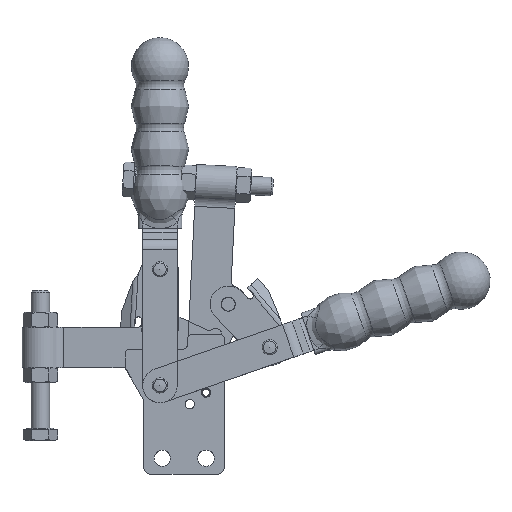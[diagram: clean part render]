
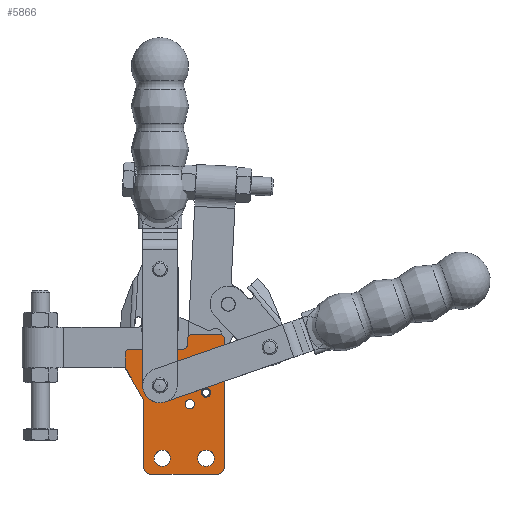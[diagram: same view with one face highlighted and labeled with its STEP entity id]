
A CAD part, top view. The second image highlights one B-rep face of the part: STEP entity #5866.
In plain terms, the highlighted planar face has unit normal (0, 0, 1).
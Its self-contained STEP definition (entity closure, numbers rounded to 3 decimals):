
#257=FACE_BOUND('',#884,.T.);
#258=FACE_BOUND('',#885,.T.);
#259=FACE_BOUND('',#886,.T.);
#260=FACE_BOUND('',#887,.T.);
#261=FACE_BOUND('',#888,.T.);
#318=PLANE('',#6357);
#572=FACE_OUTER_BOUND('',#883,.T.);
#883=EDGE_LOOP('',(#4087,#4088,#4089,#4090,#4091,#4092,#4093,#4094,#4095,
#4096,#4097,#4098,#4099,#4100,#4101,#4102));
#884=EDGE_LOOP('',(#4103));
#885=EDGE_LOOP('',(#4104));
#886=EDGE_LOOP('',(#4105));
#887=EDGE_LOOP('',(#4106));
#888=EDGE_LOOP('',(#4107));
#1223=LINE('',#8770,#1666);
#1233=LINE('',#8815,#1676);
#1240=LINE('',#8838,#1683);
#1242=LINE('',#8845,#1685);
#1245=LINE('',#8853,#1688);
#1248=LINE('',#8861,#1691);
#1251=LINE('',#8869,#1694);
#1254=LINE('',#8876,#1697);
#1666=VECTOR('',#7002,10.);
#1676=VECTOR('',#7042,10.);
#1683=VECTOR('',#7071,10.);
#1685=VECTOR('',#7079,10.);
#1688=VECTOR('',#7088,10.);
#1691=VECTOR('',#7097,10.);
#1694=VECTOR('',#7106,10.);
#1697=VECTOR('',#7115,10.);
#2105=CIRCLE('',#6308,3.);
#2108=CIRCLE('',#6313,3.);
#2121=CIRCLE('',#6329,3.);
#2122=CIRCLE('',#6332,3.55);
#2123=CIRCLE('',#6334,3.55);
#2124=CIRCLE('',#6336,2.);
#2125=CIRCLE('',#6338,2.);
#2126=CIRCLE('',#6340,2.);
#2127=CIRCLE('',#6343,2.);
#2128=CIRCLE('',#6346,2.);
#2129=CIRCLE('',#6349,2.);
#2130=CIRCLE('',#6352,2.);
#2131=CIRCLE('',#6355,2.);
#2459=VERTEX_POINT('',#8747);
#2462=VERTEX_POINT('',#8757);
#2463=VERTEX_POINT('',#8758);
#2467=VERTEX_POINT('',#8768);
#2485=VERTEX_POINT('',#8808);
#2486=VERTEX_POINT('',#8809);
#2487=VERTEX_POINT('',#8814);
#2488=VERTEX_POINT('',#8818);
#2489=VERTEX_POINT('',#8822);
#2490=VERTEX_POINT('',#8826);
#2491=VERTEX_POINT('',#8830);
#2492=VERTEX_POINT('',#8834);
#2493=VERTEX_POINT('',#8840);
#2494=VERTEX_POINT('',#8844);
#2495=VERTEX_POINT('',#8848);
#2496=VERTEX_POINT('',#8852);
#2497=VERTEX_POINT('',#8856);
#2498=VERTEX_POINT('',#8860);
#2499=VERTEX_POINT('',#8864);
#2500=VERTEX_POINT('',#8868);
#2501=VERTEX_POINT('',#8872);
#3085=EDGE_CURVE('',#2459,#2459,#2105,.T.);
#3089=EDGE_CURVE('',#2462,#2463,#2108,.T.);
#3095=EDGE_CURVE('',#2467,#2462,#1223,.T.);
#3114=EDGE_CURVE('',#2485,#2486,#2121,.T.);
#3117=EDGE_CURVE('',#2486,#2487,#1233,.T.);
#3120=EDGE_CURVE('',#2488,#2488,#2122,.T.);
#3122=EDGE_CURVE('',#2489,#2489,#2123,.T.);
#3124=EDGE_CURVE('',#2490,#2490,#2124,.T.);
#3126=EDGE_CURVE('',#2491,#2491,#2125,.T.);
#3127=EDGE_CURVE('',#2492,#2467,#2126,.T.);
#3129=EDGE_CURVE('',#2463,#2485,#1240,.T.);
#3130=EDGE_CURVE('',#2487,#2493,#2127,.T.);
#3132=EDGE_CURVE('',#2493,#2494,#1242,.T.);
#3134=EDGE_CURVE('',#2494,#2495,#2128,.T.);
#3136=EDGE_CURVE('',#2495,#2496,#1245,.T.);
#3138=EDGE_CURVE('',#2496,#2497,#2129,.T.);
#3140=EDGE_CURVE('',#2497,#2498,#1248,.T.);
#3142=EDGE_CURVE('',#2498,#2499,#2130,.T.);
#3144=EDGE_CURVE('',#2499,#2500,#1251,.T.);
#3146=EDGE_CURVE('',#2500,#2501,#2131,.T.);
#3148=EDGE_CURVE('',#2501,#2492,#1254,.T.);
#4087=ORIENTED_EDGE('',*,*,#3089,.F.);
#4088=ORIENTED_EDGE('',*,*,#3095,.F.);
#4089=ORIENTED_EDGE('',*,*,#3127,.F.);
#4090=ORIENTED_EDGE('',*,*,#3148,.F.);
#4091=ORIENTED_EDGE('',*,*,#3146,.F.);
#4092=ORIENTED_EDGE('',*,*,#3144,.F.);
#4093=ORIENTED_EDGE('',*,*,#3142,.F.);
#4094=ORIENTED_EDGE('',*,*,#3140,.F.);
#4095=ORIENTED_EDGE('',*,*,#3138,.F.);
#4096=ORIENTED_EDGE('',*,*,#3136,.F.);
#4097=ORIENTED_EDGE('',*,*,#3134,.F.);
#4098=ORIENTED_EDGE('',*,*,#3132,.F.);
#4099=ORIENTED_EDGE('',*,*,#3130,.F.);
#4100=ORIENTED_EDGE('',*,*,#3117,.F.);
#4101=ORIENTED_EDGE('',*,*,#3114,.F.);
#4102=ORIENTED_EDGE('',*,*,#3129,.F.);
#4103=ORIENTED_EDGE('',*,*,#3085,.T.);
#4104=ORIENTED_EDGE('',*,*,#3120,.T.);
#4105=ORIENTED_EDGE('',*,*,#3122,.T.);
#4106=ORIENTED_EDGE('',*,*,#3124,.T.);
#4107=ORIENTED_EDGE('',*,*,#3126,.T.);
#5866=ADVANCED_FACE('',(#572,#257,#258,#259,#260,#261),#318,.T.);
#6308=AXIS2_PLACEMENT_3D('',#8749,#6981,#6982);
#6313=AXIS2_PLACEMENT_3D('',#8759,#6992,#6993);
#6329=AXIS2_PLACEMENT_3D('',#8810,#7036,#7037);
#6332=AXIS2_PLACEMENT_3D('',#8820,#7047,#7048);
#6334=AXIS2_PLACEMENT_3D('',#8824,#7052,#7053);
#6336=AXIS2_PLACEMENT_3D('',#8828,#7057,#7058);
#6338=AXIS2_PLACEMENT_3D('',#8832,#7062,#7063);
#6340=AXIS2_PLACEMENT_3D('',#8835,#7066,#7067);
#6343=AXIS2_PLACEMENT_3D('',#8841,#7074,#7075);
#6346=AXIS2_PLACEMENT_3D('',#8849,#7083,#7084);
#6349=AXIS2_PLACEMENT_3D('',#8857,#7092,#7093);
#6352=AXIS2_PLACEMENT_3D('',#8865,#7101,#7102);
#6355=AXIS2_PLACEMENT_3D('',#8873,#7110,#7111);
#6357=AXIS2_PLACEMENT_3D('',#8877,#7116,#7117);
#6981=DIRECTION('center_axis',(0.,0.,
-1.));
#6982=DIRECTION('ref_axis',(-1.,0.,0.));
#6992=DIRECTION('center_axis',(0.,0.,
-1.));
#6993=DIRECTION('ref_axis',(0.707,-0.707,0.));
#7002=DIRECTION('',(0.,-1.,0.));
#7036=DIRECTION('center_axis',(0.,0.,
-1.));
#7037=DIRECTION('ref_axis',(-0.707,-0.707,0.));
#7042=DIRECTION('',(0.,1.,0.));
#7047=DIRECTION('center_axis',(0.,0.,
-1.));
#7048=DIRECTION('ref_axis',(-1.,0.,0.));
#7052=DIRECTION('center_axis',(0.,0.,
-1.));
#7053=DIRECTION('ref_axis',(-1.,0.,0.));
#7057=DIRECTION('center_axis',(0.,0.,
-1.));
#7058=DIRECTION('ref_axis',(-1.,0.,0.));
#7062=DIRECTION('center_axis',(0.,0.,
-1.));
#7063=DIRECTION('ref_axis',(-1.,0.,0.));
#7066=DIRECTION('center_axis',(0.,0.,
-1.));
#7067=DIRECTION('ref_axis',(-1.,0.,0.));
#7071=DIRECTION('',(-1.,0.,0.));
#7074=DIRECTION('center_axis',(0.,0.,
1.));
#7075=DIRECTION('ref_axis',(1.,0.,0.));
#7079=DIRECTION('',(-0.5,0.866,0.));
#7083=DIRECTION('center_axis',(0.,0.,
-1.));
#7084=DIRECTION('ref_axis',(1.,0.,0.));
#7088=DIRECTION('',(0.,1.,0.));
#7092=DIRECTION('center_axis',(0.,0.,
-1.));
#7093=DIRECTION('ref_axis',(0.,-1.,0.));
#7097=DIRECTION('',(1.,0.,0.));
#7101=DIRECTION('center_axis',(0.,0.,
1.));
#7102=DIRECTION('ref_axis',(0.,-1.,0.));
#7106=DIRECTION('',(0.,1.,0.));
#7110=DIRECTION('center_axis',(0.,0.,
-1.));
#7111=DIRECTION('ref_axis',(0.,-1.,0.));
#7115=DIRECTION('',(1.,0.,0.));
#7116=DIRECTION('center_axis',(0.,0.,
1.));
#7117=DIRECTION('ref_axis',(1.,0.,0.));
#8747=CARTESIAN_POINT('',(10.,20.413,12.));
#8749=CARTESIAN_POINT('Origin',(7.,20.413,12.));
#8757=CARTESIAN_POINT('',(35.,-15.187,12.));
#8758=CARTESIAN_POINT('',(32.,-18.187,12.));
#8759=CARTESIAN_POINT('Origin',(32.,-15.187,12.));
#8768=CARTESIAN_POINT('',(35.,40.563,12.));
#8770=CARTESIAN_POINT('',(35.,40.563,12.));
#8808=CARTESIAN_POINT('',(3.,-18.187,12.));
#8809=CARTESIAN_POINT('',(0.,-15.187,12.));
#8810=CARTESIAN_POINT('Origin',(3.,-15.187,12.));
#8814=CARTESIAN_POINT('',(0.,13.513,12.));
#8815=CARTESIAN_POINT('',(0.,-18.187,12.));
#8818=CARTESIAN_POINT('',(30.55,-11.187,12.));
#8820=CARTESIAN_POINT('Origin',(27.,-11.187,12.));
#8822=CARTESIAN_POINT('',(11.55,-11.187,12.));
#8824=CARTESIAN_POINT('Origin',(8.,-11.187,12.));
#8826=CARTESIAN_POINT('',(29.,17.313,12.));
#8828=CARTESIAN_POINT('Origin',(27.,17.313,12.));
#8830=CARTESIAN_POINT('',(22.,12.313,12.));
#8832=CARTESIAN_POINT('Origin',(20.,12.313,12.));
#8834=CARTESIAN_POINT('',(33.,42.563,12.));
#8835=CARTESIAN_POINT('Origin',(33.,40.563,12.));
#8838=CARTESIAN_POINT('',(35.,-18.187,12.));
#8840=CARTESIAN_POINT('',(-0.268,14.513,12.));
#8841=CARTESIAN_POINT('Origin',(-2.,13.513,12.));
#8844=CARTESIAN_POINT('',(-7.832,27.615,12.));
#8845=CARTESIAN_POINT('',(-0.268,14.513,12.));
#8848=CARTESIAN_POINT('',(-8.1,28.615,12.));
#8849=CARTESIAN_POINT('Origin',(-6.1,28.615,12.));
#8852=CARTESIAN_POINT('',(-8.1,34.213,12.));
#8853=CARTESIAN_POINT('',(-8.1,28.615,12.));
#8856=CARTESIAN_POINT('',(-6.1,36.213,12.));
#8857=CARTESIAN_POINT('Origin',(-6.1,34.213,12.));
#8860=CARTESIAN_POINT('',(17.,36.213,12.));
#8861=CARTESIAN_POINT('',(-6.1,36.213,12.));
#8864=CARTESIAN_POINT('',(19.,38.213,12.));
#8865=CARTESIAN_POINT('Origin',(17.,38.213,12.));
#8868=CARTESIAN_POINT('',(19.,40.563,12.));
#8869=CARTESIAN_POINT('',(19.,38.213,12.));
#8872=CARTESIAN_POINT('',(21.,42.563,12.));
#8873=CARTESIAN_POINT('Origin',(21.,40.563,12.));
#8876=CARTESIAN_POINT('',(21.,42.563,12.));
#8877=CARTESIAN_POINT('Origin',(16.401,12.182,12.));
